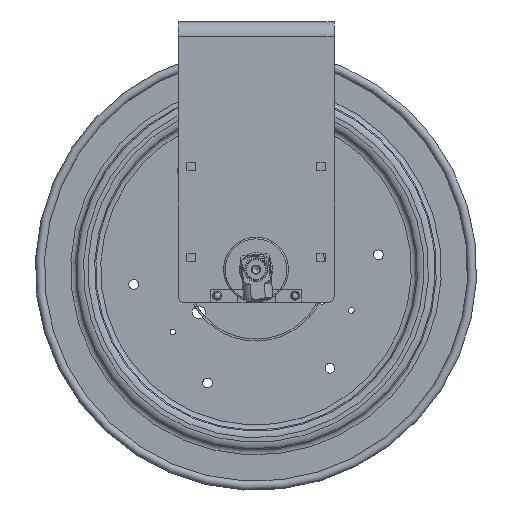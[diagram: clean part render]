
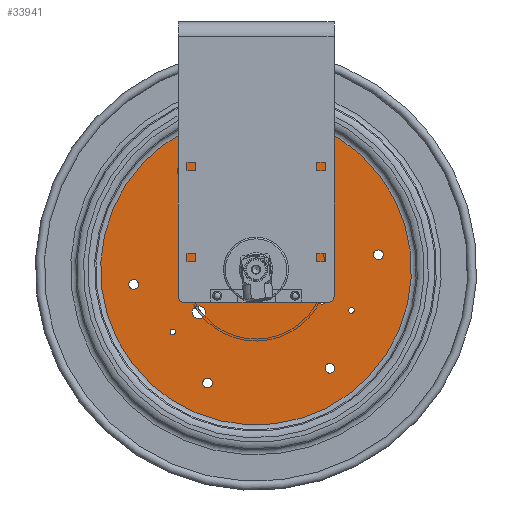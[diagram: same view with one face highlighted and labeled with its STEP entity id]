
A CAD part, left-side view. The second image highlights one B-rep face of the part: STEP entity #33941.
In plain terms, the highlighted planar face has unit normal (-1, 0, 0).
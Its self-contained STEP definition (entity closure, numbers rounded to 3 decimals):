
#9299=FACE_BOUND('',#11017,.T.);
#9300=FACE_BOUND('',#11018,.T.);
#9301=FACE_BOUND('',#11019,.T.);
#9302=FACE_BOUND('',#11020,.T.);
#9303=FACE_BOUND('',#11021,.T.);
#9304=FACE_BOUND('',#11022,.T.);
#9305=FACE_BOUND('',#11023,.T.);
#9306=FACE_BOUND('',#11024,.T.);
#9307=FACE_BOUND('',#11025,.T.);
#9308=FACE_BOUND('',#11026,.T.);
#9309=FACE_BOUND('',#11027,.T.);
#9310=FACE_BOUND('',#11028,.T.);
#9311=FACE_BOUND('',#11029,.T.);
#9724=FACE_OUTER_BOUND('',#11016,.T.);
#11016=EDGE_LOOP('',(#24309,#24310));
#11017=EDGE_LOOP('',(#24311));
#11018=EDGE_LOOP('',(#24312));
#11019=EDGE_LOOP('',(#24313));
#11020=EDGE_LOOP('',(#24314));
#11021=EDGE_LOOP('',(#24315));
#11022=EDGE_LOOP('',(#24316));
#11023=EDGE_LOOP('',(#24317));
#11024=EDGE_LOOP('',(#24318));
#11025=EDGE_LOOP('',(#24319));
#11026=EDGE_LOOP('',(#24320));
#11027=EDGE_LOOP('',(#24321));
#11028=EDGE_LOOP('',(#24322));
#11029=EDGE_LOOP('',(#24323));
#12592=CIRCLE('',#35577,0.43);
#12593=CIRCLE('',#35579,0.25);
#12594=CIRCLE('',#35581,0.25);
#12595=CIRCLE('',#35583,0.25);
#12596=CIRCLE('',#35585,0.11);
#12597=CIRCLE('',#35587,0.188);
#12598=CIRCLE('',#35589,0.188);
#12599=CIRCLE('',#35591,0.188);
#12600=CIRCLE('',#35593,0.188);
#12601=CIRCLE('',#35595,0.188);
#12602=CIRCLE('',#35597,0.188);
#12603=CIRCLE('',#35599,0.11);
#12604=CIRCLE('',#35601,0.11);
#12621=CIRCLE('',#35625,5.983);
#12622=CIRCLE('',#35626,5.983);
#13359=VERTEX_POINT('',#47886);
#13360=VERTEX_POINT('',#47890);
#13361=VERTEX_POINT('',#47894);
#13362=VERTEX_POINT('',#47898);
#13363=VERTEX_POINT('',#47902);
#13364=VERTEX_POINT('',#47906);
#13365=VERTEX_POINT('',#47910);
#13366=VERTEX_POINT('',#47914);
#13367=VERTEX_POINT('',#47918);
#13368=VERTEX_POINT('',#47922);
#13369=VERTEX_POINT('',#47926);
#13370=VERTEX_POINT('',#47930);
#13371=VERTEX_POINT('',#47934);
#13384=VERTEX_POINT('',#47972);
#13385=VERTEX_POINT('',#47973);
#18032=EDGE_CURVE('',#13359,#13359,#12592,.T.);
#18034=EDGE_CURVE('',#13360,#13360,#12593,.T.);
#18036=EDGE_CURVE('',#13361,#13361,#12594,.T.);
#18038=EDGE_CURVE('',#13362,#13362,#12595,.T.);
#18040=EDGE_CURVE('',#13363,#13363,#12596,.T.);
#18041=EDGE_CURVE('',#13364,#13364,#12597,.T.);
#18043=EDGE_CURVE('',#13365,#13365,#12598,.T.);
#18045=EDGE_CURVE('',#13366,#13366,#12599,.T.);
#18047=EDGE_CURVE('',#13367,#13367,#12600,.T.);
#18049=EDGE_CURVE('',#13368,#13368,#12601,.T.);
#18051=EDGE_CURVE('',#13369,#13369,#12602,.T.);
#18054=EDGE_CURVE('',#13370,#13370,#12603,.T.);
#18056=EDGE_CURVE('',#13371,#13371,#12604,.T.);
#18073=EDGE_CURVE('',#13384,#13385,#12621,.T.);
#18074=EDGE_CURVE('',#13385,#13384,#12622,.T.);
#24309=ORIENTED_EDGE('',*,*,#18073,.F.);
#24310=ORIENTED_EDGE('',*,*,#18074,.F.);
#24311=ORIENTED_EDGE('',*,*,#18032,.T.);
#24312=ORIENTED_EDGE('',*,*,#18034,.T.);
#24313=ORIENTED_EDGE('',*,*,#18036,.T.);
#24314=ORIENTED_EDGE('',*,*,#18038,.T.);
#24315=ORIENTED_EDGE('',*,*,#18040,.T.);
#24316=ORIENTED_EDGE('',*,*,#18041,.T.);
#24317=ORIENTED_EDGE('',*,*,#18043,.T.);
#24318=ORIENTED_EDGE('',*,*,#18045,.T.);
#24319=ORIENTED_EDGE('',*,*,#18047,.T.);
#24320=ORIENTED_EDGE('',*,*,#18049,.T.);
#24321=ORIENTED_EDGE('',*,*,#18051,.T.);
#24322=ORIENTED_EDGE('',*,*,#18054,.T.);
#24323=ORIENTED_EDGE('',*,*,#18056,.T.);
#31957=PLANE('',#35624);
#33941=ADVANCED_FACE('',(#9724,#9299,#9300,#9301,#9302,#9303,#9304,#9305,
#9306,#9307,#9308,#9309,#9310,#9311),#31957,.T.);
#35577=AXIS2_PLACEMENT_3D('',#47888,#37779,#37780);
#35579=AXIS2_PLACEMENT_3D('',#47892,#37784,#37785);
#35581=AXIS2_PLACEMENT_3D('',#47896,#37789,#37790);
#35583=AXIS2_PLACEMENT_3D('',#47900,#37794,#37795);
#35585=AXIS2_PLACEMENT_3D('',#47904,#37799,#37800);
#35587=AXIS2_PLACEMENT_3D('',#47907,#37803,#37804);
#35589=AXIS2_PLACEMENT_3D('',#47911,#37808,#37809);
#35591=AXIS2_PLACEMENT_3D('',#47915,#37813,#37814);
#35593=AXIS2_PLACEMENT_3D('',#47919,#37818,#37819);
#35595=AXIS2_PLACEMENT_3D('',#47923,#37823,#37824);
#35597=AXIS2_PLACEMENT_3D('',#47927,#37828,#37829);
#35599=AXIS2_PLACEMENT_3D('',#47932,#37834,#37835);
#35601=AXIS2_PLACEMENT_3D('',#47936,#37839,#37840);
#35624=AXIS2_PLACEMENT_3D('',#47971,#37885,#37886);
#35625=AXIS2_PLACEMENT_3D('',#47974,#37887,#37888);
#35626=AXIS2_PLACEMENT_3D('',#47975,#37889,#37890);
#37779=DIRECTION('center_axis',(1.,0.,0.));
#37780=DIRECTION('ref_axis',(0.,0.993,-0.12));
#37784=DIRECTION('center_axis',(1.,0.,0.));
#37785=DIRECTION('ref_axis',(0.,0.993,-0.12));
#37789=DIRECTION('center_axis',(1.,0.,0.));
#37790=DIRECTION('ref_axis',(0.,0.993,-0.12));
#37794=DIRECTION('center_axis',(1.,0.,0.));
#37795=DIRECTION('ref_axis',(0.,0.993,-0.12));
#37799=DIRECTION('center_axis',(1.,0.,0.));
#37800=DIRECTION('ref_axis',(0.,0.993,-0.12));
#37803=DIRECTION('center_axis',(1.,0.,0.));
#37804=DIRECTION('ref_axis',(0.,-0.993,0.12));
#37808=DIRECTION('center_axis',(1.,0.,0.));
#37809=DIRECTION('ref_axis',(0.,-0.393,0.92));
#37813=DIRECTION('center_axis',(1.,0.,0.));
#37814=DIRECTION('ref_axis',(0.,0.6,0.8));
#37818=DIRECTION('center_axis',(1.,0.,0.));
#37819=DIRECTION('ref_axis',(0.,0.993,-0.12));
#37823=DIRECTION('center_axis',(1.,0.,0.));
#37824=DIRECTION('ref_axis',(0.,0.393,-0.92));
#37828=DIRECTION('center_axis',(1.,0.,0.));
#37829=DIRECTION('ref_axis',(0.,-0.6,-0.8));
#37834=DIRECTION('center_axis',(1.,0.,0.));
#37835=DIRECTION('ref_axis',(0.,-0.6,-0.8));
#37839=DIRECTION('center_axis',(1.,0.,0.));
#37840=DIRECTION('ref_axis',(0.,-0.393,0.92));
#37885=DIRECTION('center_axis',(-1.,0.,0.));
#37886=DIRECTION('ref_axis',(0.,0.12,0.993));
#37887=DIRECTION('center_axis',(1.,0.,0.));
#37888=DIRECTION('ref_axis',(0.,0.993,-0.12));
#37889=DIRECTION('center_axis',(1.,0.,0.));
#37890=DIRECTION('ref_axis',(0.,0.993,-0.12));
#47886=CARTESIAN_POINT('',(-8.97,-0.422,-9.296));
#47888=CARTESIAN_POINT('Origin',(-8.97,0.005,
-9.348));
#47890=CARTESIAN_POINT('',(-8.97,1.957,-10.968));
#47892=CARTESIAN_POINT('Origin',(-8.97,2.205,-10.998));
#47894=CARTESIAN_POINT('',(-8.97,0.086,-6.587));
#47896=CARTESIAN_POINT('Origin',(-8.97,0.334,-6.617));
#47898=CARTESIAN_POINT('',(-8.97,-2.772,-10.398));
#47900=CARTESIAN_POINT('Origin',(-8.97,-2.524,-10.428));
#47902=CARTESIAN_POINT('',(-8.97,0.375,-5.363));
#47904=CARTESIAN_POINT('Origin',(-8.97,0.484,-5.376));
#47906=CARTESIAN_POINT('',(-8.97,3.041,-5.57));
#47907=CARTESIAN_POINT('Origin',(-8.97,2.855,-5.548));
#47910=CARTESIAN_POINT('',(-8.97,4.795,-10.088));
#47911=CARTESIAN_POINT('Origin',(-8.97,4.721,-9.916));
#47914=CARTESIAN_POINT('',(-8.97,1.758,-13.866));
#47915=CARTESIAN_POINT('Origin',(-8.97,1.871,-13.716));
#47918=CARTESIAN_POINT('',(-8.97,-3.031,-13.125));
#47919=CARTESIAN_POINT('Origin',(-8.97,-2.845,-13.147));
#47922=CARTESIAN_POINT('',(-8.97,-4.785,-8.607));
#47923=CARTESIAN_POINT('Origin',(-8.97,-4.711,-8.779));
#47926=CARTESIAN_POINT('',(-8.97,-1.748,-4.829));
#47927=CARTESIAN_POINT('Origin',(-8.97,-1.861,-4.979));
#47930=CARTESIAN_POINT('',(-8.97,3.271,-11.66));
#47932=CARTESIAN_POINT('Origin',(-8.97,3.205,-11.748));
#47934=CARTESIAN_POINT('',(-8.97,-3.631,-11.019));
#47936=CARTESIAN_POINT('Origin',(-8.97,-3.674,-10.919));
#47971=CARTESIAN_POINT('Origin',(-8.97,2.975,-9.705));
#47972=CARTESIAN_POINT('',(-8.97,5.945,-10.063));
#47973=CARTESIAN_POINT('',(-8.97,0.721,-3.407));
#47974=CARTESIAN_POINT('Origin',(-8.97,0.005,
-9.348));
#47975=CARTESIAN_POINT('Origin',(-8.97,0.005,
-9.348));
